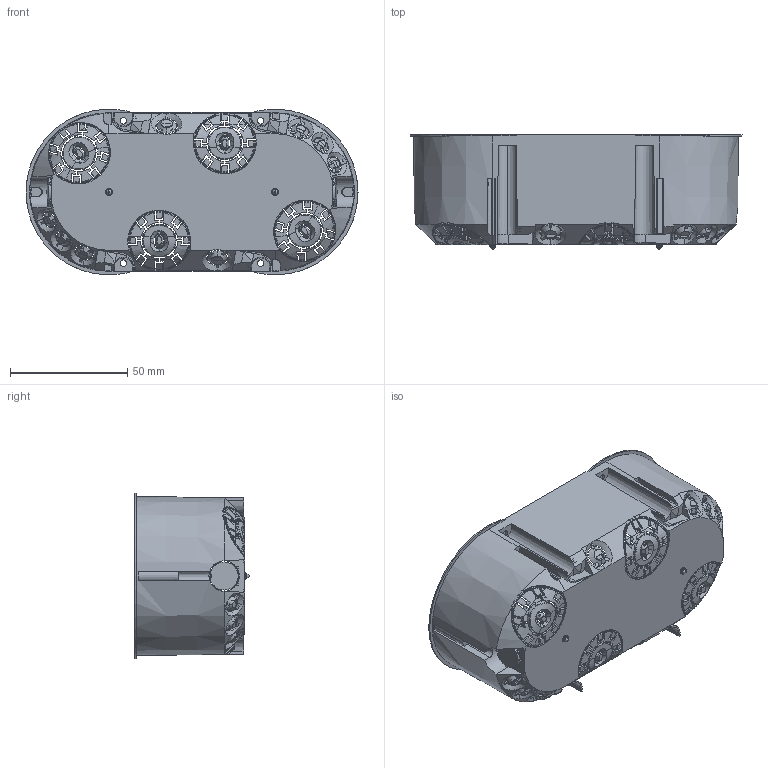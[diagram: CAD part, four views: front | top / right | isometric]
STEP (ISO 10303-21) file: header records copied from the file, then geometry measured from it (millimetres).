
FILE_DESCRIPTION (( 'STEP AP214' ), '1' );
FILE_NAME ('2003822.STEP', '2025-06-25T08:00:06', ( '' ), ( '' ), 'SwSTEP 2.0', 'SolidWorks 2024', '' );
FILE_SCHEMA (( 'AUTOMOTIVE_DESIGN' ));
Length unit declared in the file: millimetre
Products named in the file (1): 2003822
Bounding box: 141.8 x 49 x 70.8 mm (x, y, z)
Volume: 29812.2 mm3; surface area: 53773.9 mm2
Topology: 1 solids, 1 shells, 2509 faces, 7378 edges, 4814 vertices
Faces by surface type: bspline 1292, plane 783, cone 258, cylinder 110, torus 54, sphere 12
Entity records: 124977 total; most frequent: CARTESIAN_POINT 71960, ORIENTED_EDGE 14708, EDGE_CURVE 7354, DIRECTION 5606, VERTEX_POINT 4802, B_SPLINE_CURVE_WITH_KNOTS 4694, EDGE_LOOP 2612, ADVANCED_FACE 2509
